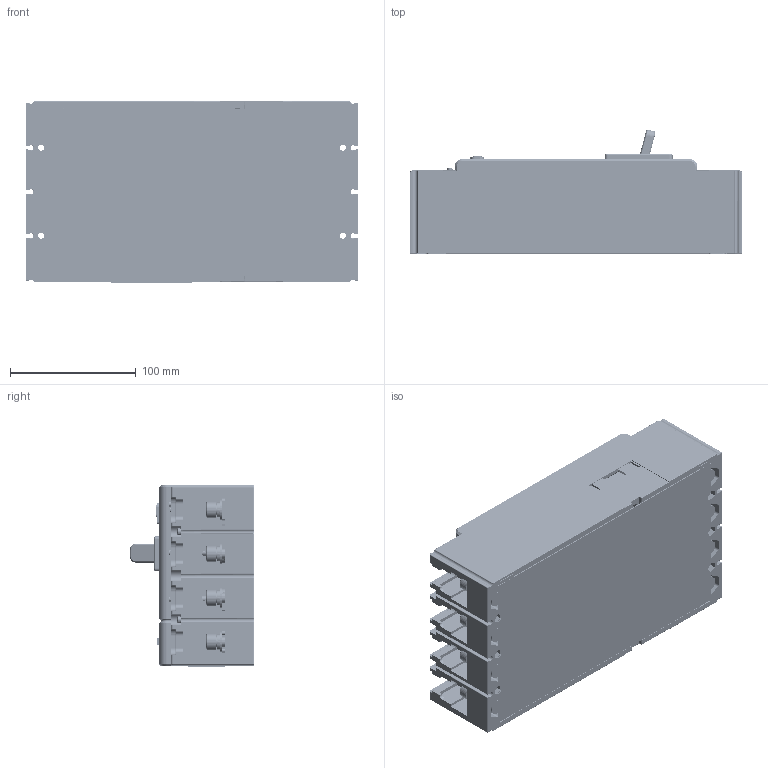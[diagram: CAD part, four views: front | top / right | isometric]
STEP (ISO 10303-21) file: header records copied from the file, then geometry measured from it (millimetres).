
FILE_DESCRIPTION((''),'2;1');
FILE_NAME('DZ20LE250_1','2024-04-01T',('youjie.zhu'),(''),'PRO/ENGINEER BY PARAMETRIC TECHNOLOGY CORPORATION, 2015440','PRO/ENGINEER BY PARAMETRIC TECHNOLOGY CORPORATION, 2015440','');
FILE_SCHEMA(('CONFIG_CONTROL_DESIGN'));
Products named in the file (1): DZ20LE250_1
Bounding box: 264 x 99.1 x 144.3 mm (x, y, z)
Volume: 874479.8 mm3; surface area: 709669.5 mm2
Topology: 11 solids, 39 shells, 9611 faces, 26594 edges, 17073 vertices
Faces by surface type: plane 5650, cylinder 2587, torus 484, extrusion 368, cone 266, sphere 150, bspline 106
Entity records: 312303 total; most frequent: CARTESIAN_POINT 65029, ORIENTED_EDGE 52838, DIRECTION 50335, EDGE_CURVE 26419, VECTOR 18375, LINE 18007, VERTEX_POINT 17073, AXIS2_PLACEMENT_3D 15980
